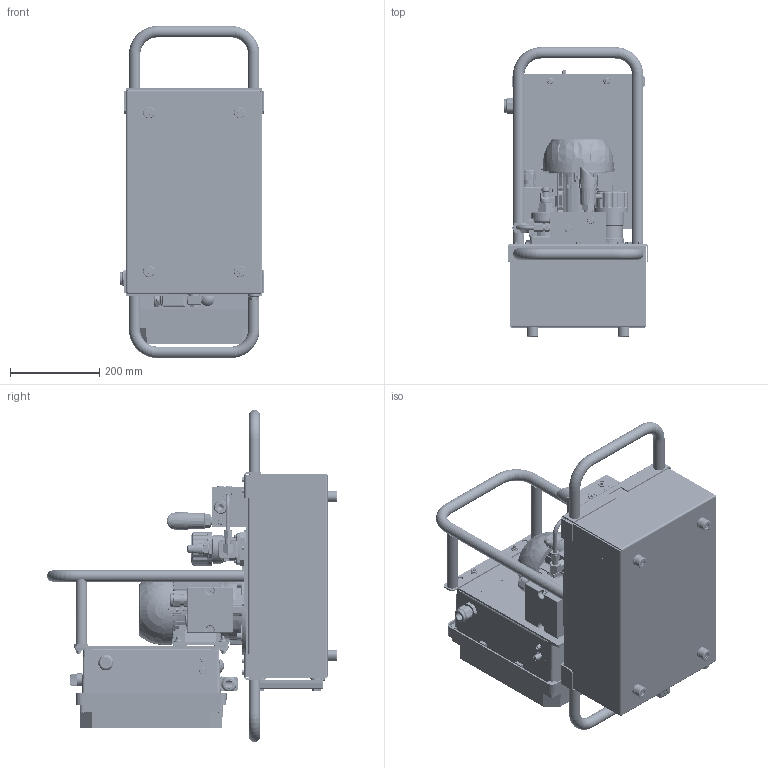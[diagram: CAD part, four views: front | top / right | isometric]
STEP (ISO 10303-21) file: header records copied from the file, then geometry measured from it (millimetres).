
FILE_DESCRIPTION((''),'2;1');
FILE_NAME('ILC55954500','2016-11-17T',('kr'),(''),'PRO/ENGINEER BY PARAMETRIC TECHNOLOGY CORPORATION, 2013320','PRO/ENGINEER BY PARAMETRIC TECHNOLOGY CORPORATION, 2013320','');
FILE_SCHEMA(('AUTOMOTIVE_DESIGN { 1 0 10303 214 1 1 1 1 }'));
Products named in the file (1): ILC55954500
Bounding box: 324.21 x 648.11 x 742.95 mm (x, y, z)
Volume: 10602267.1 mm3; surface area: 3316622 mm2
Topology: 20 solids, 25 shells, 9982 faces, 26230 edges, 16814 vertices
Faces by surface type: plane 4868, cylinder 2407, cone 1232, extrusion 647, torus 366, bspline 347, sphere 113, revolution 2
Entity records: 440696 total; most frequent: CARTESIAN_POINT 159597, ORIENTED_EDGE 52212, DIRECTION 46930, EDGE_CURVE 26106, VERTEX_POINT 16813, AXIS2_PLACEMENT_3D 16090, VECTOR 14748, LINE 14101
